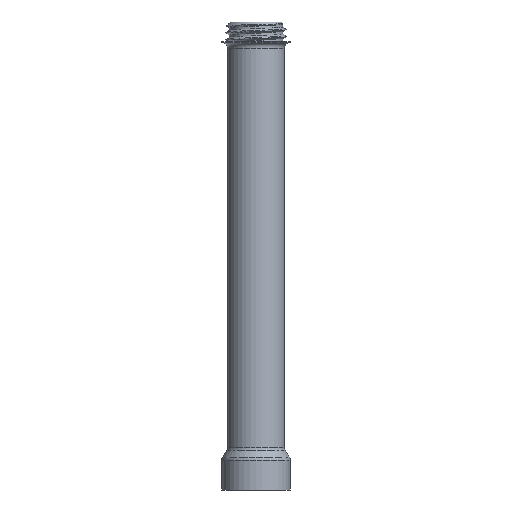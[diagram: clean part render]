
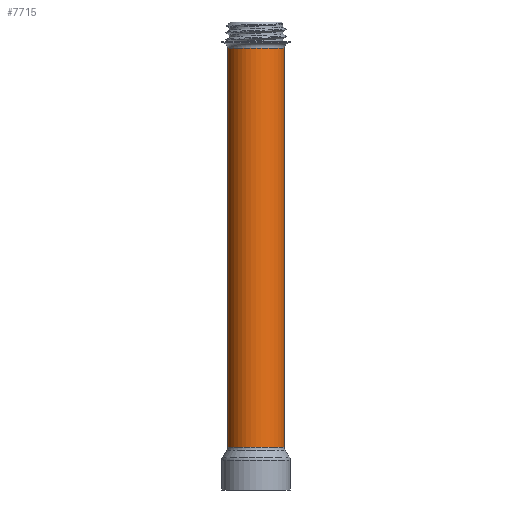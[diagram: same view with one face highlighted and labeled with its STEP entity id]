
A CAD part, front view. The second image highlights one B-rep face of the part: STEP entity #7715.
In plain terms, the highlighted cylindrical face has radius 14.52 mm (diameter 29.04 mm), a full revolution.
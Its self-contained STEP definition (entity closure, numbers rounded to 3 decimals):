
#7695 = VERTEX_POINT('',#7696);
#7696 = CARTESIAN_POINT('',(14.52,0.,226.5));
#7703 = EDGE_CURVE('',#7695,#7695,#7704,.T.);
#7704 = CIRCLE('',#7705,14.52);
#7705 = AXIS2_PLACEMENT_3D('',#7706,#7707,#7708);
#7706 = CARTESIAN_POINT('',(0.,0.,226.5));
#7707 = DIRECTION('',(0.,0.,1.));
#7708 = DIRECTION('',(1.,0.,-0.));
#7715 = ADVANCED_FACE('',(#7716),#7735,.T.);
#7716 = FACE_BOUND('',#7717,.T.);
#7717 = EDGE_LOOP('',(#7718,#7726,#7733,#7734));
#7718 = ORIENTED_EDGE('',*,*,#7719,.T.);
#7719 = EDGE_CURVE('',#7695,#7720,#7722,.T.);
#7720 = VERTEX_POINT('',#7721);
#7721 = CARTESIAN_POINT('',(14.52,0.,21.853));
#7722 = LINE('',#7723,#7724);
#7723 = CARTESIAN_POINT('',(14.52,0.,226.5));
#7724 = VECTOR('',#7725,1.);
#7725 = DIRECTION('',(-0.,-0.,-1.));
#7726 = ORIENTED_EDGE('',*,*,#7727,.F.);
#7727 = EDGE_CURVE('',#7720,#7720,#7728,.T.);
#7728 = CIRCLE('',#7729,14.52);
#7729 = AXIS2_PLACEMENT_3D('',#7730,#7731,#7732);
#7730 = CARTESIAN_POINT('',(0.,0.,21.853));
#7731 = DIRECTION('',(0.,0.,-1.));
#7732 = DIRECTION('',(1.,0.,0.));
#7733 = ORIENTED_EDGE('',*,*,#7719,.F.);
#7734 = ORIENTED_EDGE('',*,*,#7703,.F.);
#7735 = CYLINDRICAL_SURFACE('',#7736,14.52);
#7736 = AXIS2_PLACEMENT_3D('',#7737,#7738,#7739);
#7737 = CARTESIAN_POINT('',(0.,0.,127.25));
#7738 = DIRECTION('',(0.,0.,1.));
#7739 = DIRECTION('',(1.,0.,-0.));
